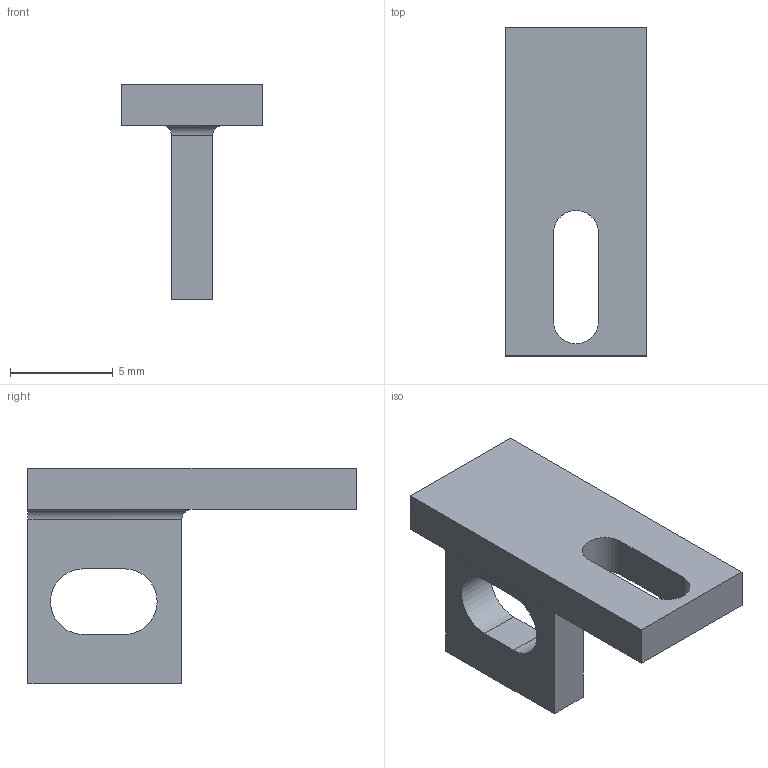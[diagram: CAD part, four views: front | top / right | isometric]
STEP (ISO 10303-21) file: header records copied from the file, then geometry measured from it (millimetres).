
FILE_DESCRIPTION(/* description */ (''),/* implementation_level */ '2;1');
FILE_NAME(/* name */ 'B4_frame4 v8.step',/* time_stamp */ '2021-05-20T07:25:31+09:00',/* author */ (''),/* organization */ (''),/* preprocessor_version */ 'ST-DEVELOPER v18.1',/* originating_system */ 'Autodesk Translation Framework v10.6.0.1341',/* authorisation */ '');
FILE_SCHEMA (('AUTOMOTIVE_DESIGN { 1 0 10303 214 3 1 1 }'));
Length unit declared in the file: millimetre
Products named in the file (1): B4_frame4
Bounding box: 6.9 x 16 x 10.5 mm (x, y, z)
Volume: 293.8 mm3; surface area: 474.2 mm2
Topology: 1 solids, 1 shells, 21 faces, 55 edges, 36 vertices
Faces by surface type: plane 14, cylinder 7
Entity records: 686 total; most frequent: CARTESIAN_POINT 113, DIRECTION 111, ORIENTED_EDGE 110, EDGE_CURVE 55, LINE 43, VECTOR 43, VERTEX_POINT 36, AXIS2_PLACEMENT_3D 34
